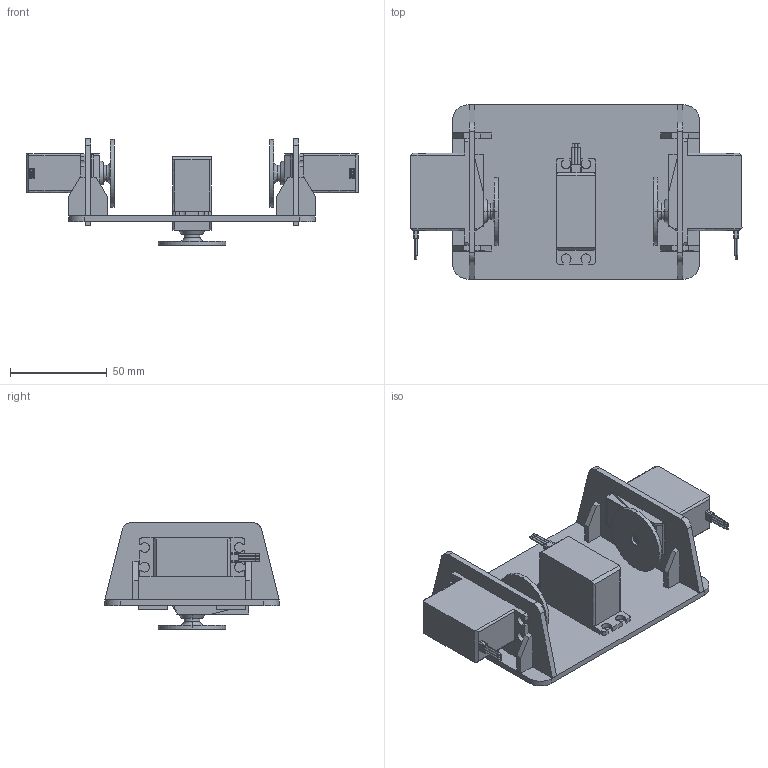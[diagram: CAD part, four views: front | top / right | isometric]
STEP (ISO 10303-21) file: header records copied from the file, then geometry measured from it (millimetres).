
FILE_DESCRIPTION(/* description */ (''),/* implementation_level */ '2;1');
FILE_NAME(/* name */ 'BASE_P~1',/* time_stamp */ '2018-07-04T14:54:47+02:00',/* author */ (''),/* organization */ (''),/* preprocessor_version */ 'ST-DEVELOPER v15',/* originating_system */ '',/* authorisation */ '');
FILE_SCHEMA (('CONFIG_CONTROL_DESIGN'));
Length unit declared in the file: millimetre
Products named in the file (5): Document; ASMBase; Servo_w ServoHorn; base
Assembly tree (6 placements, depth 4):
  Document
    Document
      ASMBase
        Servo_w ServoHorn  x3
        base
Bounding box: 171.46 x 90 x 55.25 mm (x, y, z)
Volume: 148754.6 mm3; surface area: 68120.2 mm2
Topology: 25 solids, 25 shells, 591 faces, 1497 edges, 989 vertices
Faces by surface type: plane 349, bspline 242
Entity records: 9311 total; most frequent: CARTESIAN_POINT 4193, ORIENTED_EDGE 1442, EDGE_CURVE 721, VERTEX_POINT 479, B_SPLINE_CURVE_WITH_KNOTS 475, EDGE_LOOP 316, ADVANCED_FACE 281, FACE_OUTER_BOUND 281
